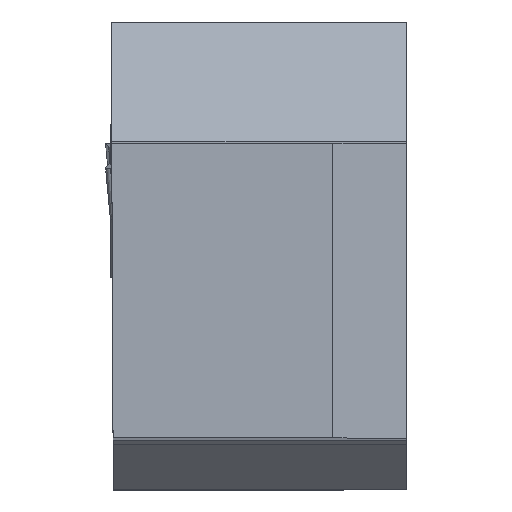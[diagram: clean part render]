
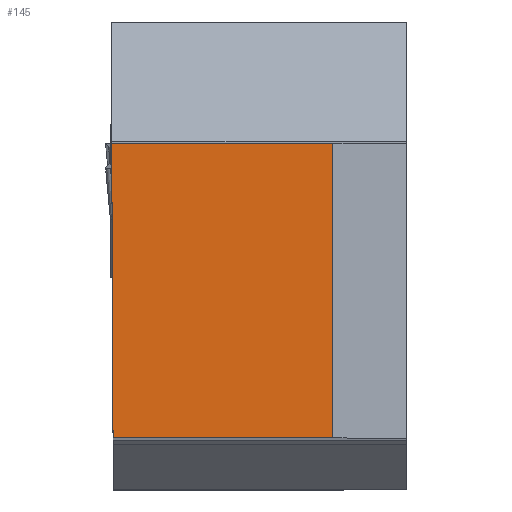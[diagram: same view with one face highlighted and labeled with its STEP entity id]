
A CAD part, top view. The second image highlights one B-rep face of the part: STEP entity #145.
In plain terms, the highlighted planar face has unit normal (0, 0, 1).
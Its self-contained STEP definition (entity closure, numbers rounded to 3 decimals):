
#145=ADVANCED_FACE('BLANK_BOXF006',(#262),#210,.T.);
#210=PLANE('',#1484);
#262=FACE_OUTER_BOUND('',#329,.T.);
#329=EDGE_LOOP('',(#502,#503,#504,#505));
#502=ORIENTED_EDGE('',*,*,#985,.T.);
#503=ORIENTED_EDGE('',*,*,#986,.T.);
#504=ORIENTED_EDGE('',*,*,#987,.F.);
#505=ORIENTED_EDGE('',*,*,#929,.F.);
#804=VERTEX_POINT('',#1936);
#805=VERTEX_POINT('',#1938);
#846=VERTEX_POINT('',#2063);
#847=VERTEX_POINT('',#2065);
#929=EDGE_CURVE('',#804,#805,#1115,.T.);
#985=EDGE_CURVE('',#804,#846,#1163,.T.);
#986=EDGE_CURVE('',#846,#847,#1164,.T.);
#987=EDGE_CURVE('',#805,#847,#1165,.T.);
#1115=LINE('',#1937,#1260);
#1163=LINE('',#2062,#1308);
#1164=LINE('',#2064,#1309);
#1165=LINE('',#2066,#1310);
#1260=VECTOR('',#1575,1.);
#1308=VECTOR('',#1663,1.);
#1309=VECTOR('',#1664,1.);
#1310=VECTOR('',#1665,1.);
#1484=AXIS2_PLACEMENT_3D('',#2067,#1666,#1667);
#1575=DIRECTION('',(-0.004,1.,0.));
#1663=DIRECTION('',(1.,0.,0.));
#1664=DIRECTION('',(0.,1.,0.));
#1665=DIRECTION('',(1.,0.,0.));
#1666=DIRECTION('',(0.,0.,1.));
#1667=DIRECTION('',(-1.,0.,0.));
#1936=CARTESIAN_POINT('',(0.052,0.,0.));
#1937=CARTESIAN_POINT('',(-0.026,17.777,0.));
#1938=CARTESIAN_POINT('',(0.,11.925,0.));
#2062=CARTESIAN_POINT('',(33.925,0.,0.));
#2063=CARTESIAN_POINT('',(8.951,0.,0.));
#2064=CARTESIAN_POINT('',(8.951,11.925,0.));
#2065=CARTESIAN_POINT('',(8.951,11.925,0.));
#2066=CARTESIAN_POINT('',(33.925,11.925,0.));
#2067=CARTESIAN_POINT('',(33.925,17.925,0.));
